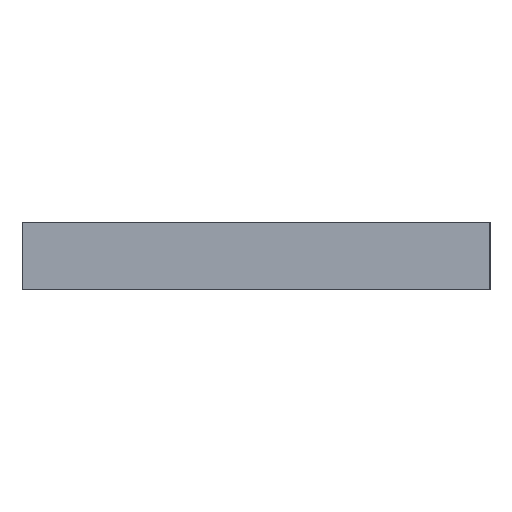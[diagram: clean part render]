
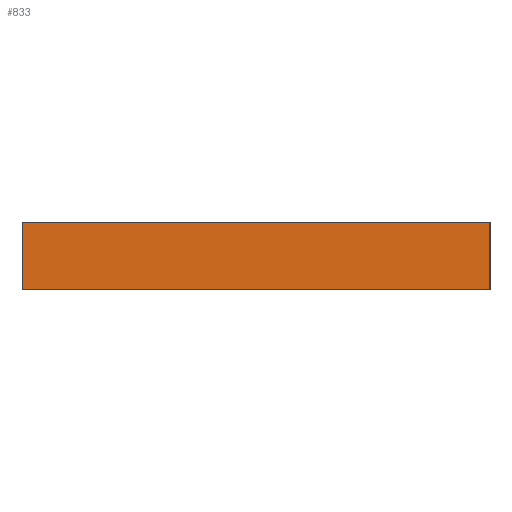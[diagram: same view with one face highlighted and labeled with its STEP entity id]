
A CAD part, left-side view. The second image highlights one B-rep face of the part: STEP entity #833.
In plain terms, the highlighted planar face has unit normal (-1, 0, 0).
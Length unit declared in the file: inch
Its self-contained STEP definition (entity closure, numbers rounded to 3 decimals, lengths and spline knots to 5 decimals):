
#23=FACE_OUTER_BOUND('',#67,.T.);
#67=EDGE_LOOP('',(#583,#584,#585,#586));
#126=LINE('',#1183,#246);
#129=LINE('',#1190,#249);
#130=LINE('',#1192,#250);
#131=LINE('',#1193,#251);
#246=VECTOR('',#961,0.3937);
#249=VECTOR('',#970,0.3937);
#250=VECTOR('',#971,0.3937);
#251=VECTOR('',#972,0.3937);
#360=VERTEX_POINT('',#1177);
#362=VERTEX_POINT('',#1181);
#363=VERTEX_POINT('',#1189);
#364=VERTEX_POINT('',#1191);
#446=EDGE_CURVE('',#360,#362,#126,.T.);
#449=EDGE_CURVE('',#363,#362,#129,.T.);
#450=EDGE_CURVE('',#364,#363,#130,.T.);
#451=EDGE_CURVE('',#360,#364,#131,.T.);
#583=ORIENTED_EDGE('',*,*,#449,.F.);
#584=ORIENTED_EDGE('',*,*,#450,.F.);
#585=ORIENTED_EDGE('',*,*,#451,.F.);
#586=ORIENTED_EDGE('',*,*,#446,.T.);
#790=PLANE('',#890);
#833=ADVANCED_FACE('',(#23),#790,.T.);
#890=AXIS2_PLACEMENT_3D('',#1188,#968,#969);
#961=DIRECTION('',(0.,1.,0.));
#968=DIRECTION('center_axis',(-1.,0.,0.));
#969=DIRECTION('ref_axis',(0.,1.,0.));
#970=DIRECTION('',(0.,0.,1.));
#971=DIRECTION('',(0.,1.,0.));
#972=DIRECTION('',(0.,0.,-1.));
#1177=CARTESIAN_POINT('',(-16.92913,-4.72441,0.));
#1181=CARTESIAN_POINT('',(-16.92913,4.72441,0.));
#1183=CARTESIAN_POINT('',(-16.92913,2.3622,0.));
#1188=CARTESIAN_POINT('Origin',(-16.92913,-4.72441,-1.11373));
#1189=CARTESIAN_POINT('',(-16.92913,4.72441,-1.36373));
#1190=CARTESIAN_POINT('',(-16.92913,4.72441,-1.11373));
#1191=CARTESIAN_POINT('',(-16.92913,-4.72441,-1.36373));
#1192=CARTESIAN_POINT('',(-16.92913,4.72441,-1.36373));
#1193=CARTESIAN_POINT('',(-16.92913,-4.72441,-1.11373));
